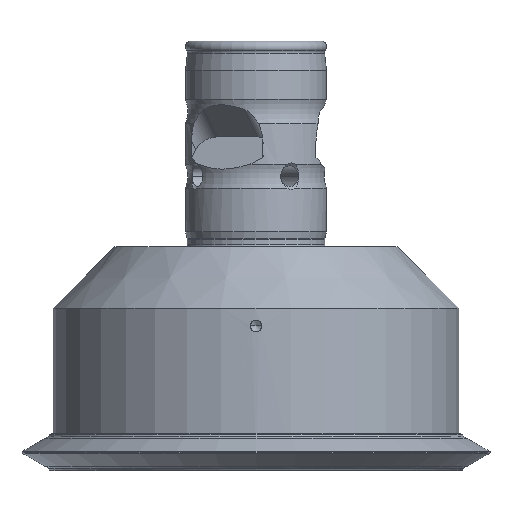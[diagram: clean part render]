
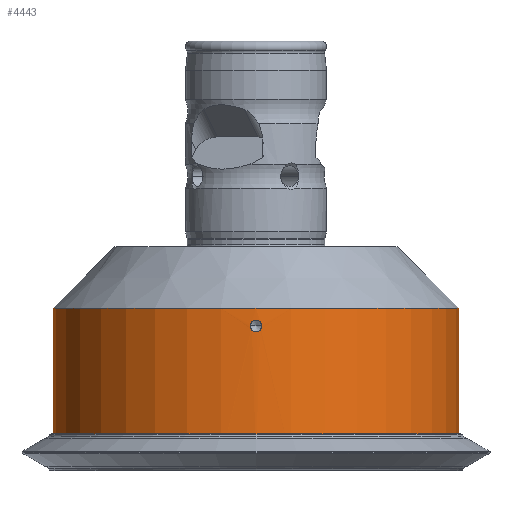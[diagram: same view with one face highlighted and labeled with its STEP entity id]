
A CAD part, left-side view. The second image highlights one B-rep face of the part: STEP entity #4443.
In plain terms, the highlighted cylindrical face has radius 34.5 mm (diameter 69 mm), a partial arc.
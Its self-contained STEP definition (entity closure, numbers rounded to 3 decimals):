
#2528=CARTESIAN_POINT('',(34.486,-0.977,13.5));
#2529=CARTESIAN_POINT('',(34.486,-0.977,
13.401));
#2530=CARTESIAN_POINT('',(34.487,-0.949,
13.212));
#2531=CARTESIAN_POINT('',(34.49,-0.83,
12.946));
#2532=CARTESIAN_POINT('',(34.494,-0.643,
12.729));
#2533=CARTESIAN_POINT('',(34.498,-0.406,
12.576));
#2534=CARTESIAN_POINT('',(34.5,-0.139,
12.497));
#2535=CARTESIAN_POINT('',(34.5,0.139,12.497));
#2536=CARTESIAN_POINT('',(34.498,0.406,12.576));
#2537=CARTESIAN_POINT('',(34.494,0.643,12.729));
#2538=CARTESIAN_POINT('',(34.49,0.83,12.946));
#2539=CARTESIAN_POINT('',(34.487,0.949,13.212));
#2540=CARTESIAN_POINT('',(34.486,0.977,13.401));
#2541=CARTESIAN_POINT('',(34.486,0.977,13.5));
#2546=CARTESIAN_POINT('',(34.486,0.977,13.5));
#2547=CARTESIAN_POINT('',(34.486,0.977,13.599));
#2548=CARTESIAN_POINT('',(34.487,0.949,13.788));
#2549=CARTESIAN_POINT('',(34.49,0.83,14.054));
#2550=CARTESIAN_POINT('',(34.494,0.643,14.271));
#2551=CARTESIAN_POINT('',(34.498,0.406,14.424));
#2552=CARTESIAN_POINT('',(34.5,0.139,14.503));
#2553=CARTESIAN_POINT('',(34.5,-0.139,
14.503));
#2554=CARTESIAN_POINT('',(34.498,-0.406,
14.424));
#2555=CARTESIAN_POINT('',(34.494,-0.643,
14.271));
#2556=CARTESIAN_POINT('',(34.49,-0.83,
14.054));
#2557=CARTESIAN_POINT('',(34.487,-0.949,
13.788));
#2558=CARTESIAN_POINT('',(34.486,-0.977,
13.599));
#2559=CARTESIAN_POINT('',(34.486,-0.977,13.5));
#2564=CARTESIAN_POINT('',(0.,0.,10.5));
#2565=DIRECTION('',(0.,0.,1.));
#2566=DIRECTION('',(0.,-1.,0.));
#2567=AXIS2_PLACEMENT_3D('',#2564,#2565,#2566);
#2586=DIRECTION('',(0.,0.,-1.));
#2587=VECTOR('',#2586,26.);
#2588=CARTESIAN_POINT('',(0.,-34.5,36.5));
#2589=LINE('',#2588,#2587);
#2601=DIRECTION('',(0.,0.,1.));
#2602=VECTOR('',#2601,26.);
#2603=CARTESIAN_POINT('',(0.,34.5,10.5));
#2604=LINE('',#2603,#2602);
#2632=CARTESIAN_POINT('',(0.,0.,36.5));
#2633=DIRECTION('',(0.,0.,-1.));
#2634=DIRECTION('',(0.,1.,0.));
#2635=AXIS2_PLACEMENT_3D('',#2632,#2633,#2634);
#2838=CARTESIAN_POINT('',(0.,34.5,36.5));
#2840=VERTEX_POINT('',#2838);
#2844=CARTESIAN_POINT('',(0.,-34.5,36.5));
#2846=VERTEX_POINT('',#2844);
#2856=CARTESIAN_POINT('',(0.,34.5,10.5));
#2858=VERTEX_POINT('',#2856);
#2869=CARTESIAN_POINT('',(0.,-34.5,10.5));
#2871=VERTEX_POINT('',#2869);
#2932=CARTESIAN_POINT('',(34.486,0.977,13.5));
#2934=VERTEX_POINT('',#2932);
#2936=CARTESIAN_POINT('',(34.486,-0.977,13.5));
#2937=VERTEX_POINT('',#2936);
#4423=CARTESIAN_POINT('',(0.,0.,41.755));
#4424=DIRECTION('',(0.,0.,-1.));
#4425=DIRECTION('',(0.,-1.,0.));
#4426=AXIS2_PLACEMENT_3D('',#4423,#4424,#4425);
#4427=CYLINDRICAL_SURFACE('',#4426,34.5);
#4429=ORIENTED_EDGE('',*,*,#4428,.F.);
#4430=ORIENTED_EDGE('',*,*,#4418,.F.);
#4432=ORIENTED_EDGE('',*,*,#4431,.F.);
#4434=ORIENTED_EDGE('',*,*,#4433,.F.);
#4435=EDGE_LOOP('',(#4429,#4430,#4432,#4434));
#4436=FACE_OUTER_BOUND('',#4435,.F.);
#4438=ORIENTED_EDGE('',*,*,#4437,.T.);
#4440=ORIENTED_EDGE('',*,*,#4439,.T.);
#4441=EDGE_LOOP('',(#4438,#4440));
#4442=FACE_BOUND('',#4441,.F.);
#2542=B_SPLINE_CURVE_WITH_KNOTS('',3,(#2528,#2529,#2530,#2531,#2532,#2533,#2534,
#2535,#2536,#2537,#2538,#2539,#2540,#2541),.UNSPECIFIED.,.F.,.F.,(4,1,1,1,1,1,1,
1,1,1,1,4),(0.,0.091,0.182,0.273,
0.364,0.455,0.545,0.636,
0.727,0.818,0.909,1.),.UNSPECIFIED.);
#2560=B_SPLINE_CURVE_WITH_KNOTS('',3,(#2546,#2547,#2548,#2549,#2550,#2551,#2552,
#2553,#2554,#2555,#2556,#2557,#2558,#2559),.UNSPECIFIED.,.F.,.F.,(4,1,1,1,1,1,1,
1,1,1,1,4),(0.,0.091,0.182,0.273,
0.364,0.455,0.545,0.636,
0.727,0.818,0.909,1.),.UNSPECIFIED.);
#2568=CIRCLE('',#2567,34.5);
#2636=CIRCLE('',#2635,34.5);
#4418=EDGE_CURVE('',#2871,#2858,#2568,.T.);
#4428=EDGE_CURVE('',#2858,#2840,#2604,.T.);
#4431=EDGE_CURVE('',#2846,#2871,#2589,.T.);
#4433=EDGE_CURVE('',#2840,#2846,#2636,.T.);
#4437=EDGE_CURVE('',#2937,#2934,#2542,.T.);
#4439=EDGE_CURVE('',#2934,#2937,#2560,.T.);
#4443=ADVANCED_FACE('',(#4436,#4442),#4427,.T.);
